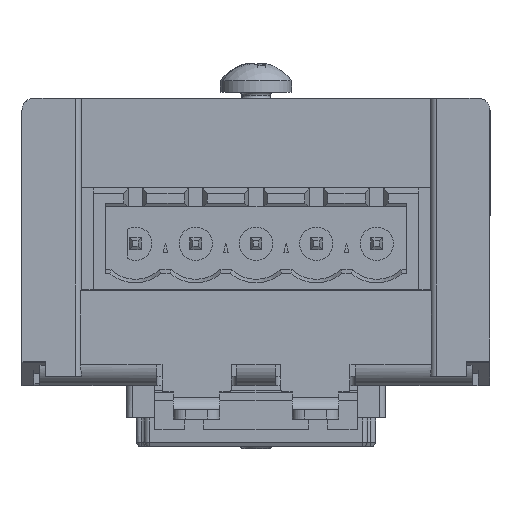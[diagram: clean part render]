
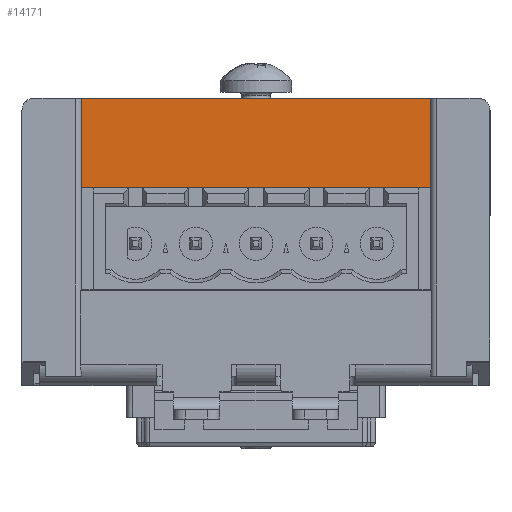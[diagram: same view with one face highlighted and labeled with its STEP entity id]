
A CAD part, front view. The second image highlights one B-rep face of the part: STEP entity #14171.
In plain terms, the highlighted planar face has unit normal (0, -1, 0).
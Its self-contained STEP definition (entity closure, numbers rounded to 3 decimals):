
#798 = VERTEX_POINT ( 'NONE', #25221 ) ;
#2268 = FACE_OUTER_BOUND ( 'NONE', #11211, .T. ) ;
#3502 = CARTESIAN_POINT ( 'NONE',  ( 14.7, -53.945, 11.14 ) ) ;
#4815 = CARTESIAN_POINT ( 'NONE',  ( 14.7, -53.945, 3.64 ) ) ;
#6394 = EDGE_CURVE ( 'NONE', #32793, #34734, #21754, .T. ) ;
#6675 = ORIENTED_EDGE ( 'NONE', *, *, #7900, .T. ) ;
#7007 = EDGE_CURVE ( 'NONE', #22044, #32793, #15764, .T. ) ;
#7356 = VECTOR ( 'NONE', #26068, 1000. ) ;
#7900 = EDGE_CURVE ( 'NONE', #798, #22044, #9217, .T. ) ;
#9217 = LINE ( 'NONE', #18266, #14220 ) ;
#10227 = AXIS2_PLACEMENT_3D ( 'NONE', #30561, #36480, #33344 ) ;
#11211 = EDGE_LOOP ( 'NONE', ( #33595, #27697, #27155, #6675 ) ) ;
#13005 = CARTESIAN_POINT ( 'NONE',  ( -14.7, -53.945, 11.14 ) ) ;
#14171 = ADVANCED_FACE ( 'NONE', ( #2268 ), #16146, .T. ) ;
#14220 = VECTOR ( 'NONE', #31768, 1000. ) ;
#15764 = LINE ( 'NONE', #23706, #32085 ) ;
#16146 = PLANE ( 'NONE',  #10227 ) ;
#17626 = CARTESIAN_POINT ( 'NONE',  ( 14.7, -53.945, 11.14 ) ) ;
#18266 = CARTESIAN_POINT ( 'NONE',  ( 13.7, -53.945, 3.64 ) ) ;
#18351 = DIRECTION ( 'NONE',  ( 0., 0., 1. ) ) ;
#19280 = LINE ( 'NONE', #34175, #30167 ) ;
#21754 = LINE ( 'NONE', #3502, #7356 ) ;
#22044 = VERTEX_POINT ( 'NONE', #4815 ) ;
#22233 = DIRECTION ( 'NONE',  ( 0., 0., -1. ) ) ;
#23706 = CARTESIAN_POINT ( 'NONE',  ( 14.7, -53.945, 3.64 ) ) ;
#25221 = CARTESIAN_POINT ( 'NONE',  ( -14.7, -53.945, 3.64 ) ) ;
#26068 = DIRECTION ( 'NONE',  ( -1., 0., 0. ) ) ;
#27155 = ORIENTED_EDGE ( 'NONE', *, *, #31885, .T. ) ;
#27697 = ORIENTED_EDGE ( 'NONE', *, *, #6394, .T. ) ;
#30167 = VECTOR ( 'NONE', #22233, 1000. ) ;
#30561 = CARTESIAN_POINT ( 'NONE',  ( 0., -53.945, 0. ) ) ;
#31768 = DIRECTION ( 'NONE',  ( 1., 0., 0. ) ) ;
#31885 = EDGE_CURVE ( 'NONE', #34734, #798, #19280, .T. ) ;
#32085 = VECTOR ( 'NONE', #18351, 1000. ) ;
#32793 = VERTEX_POINT ( 'NONE', #17626 ) ;
#33344 = DIRECTION ( 'NONE',  ( 0., 0., -1. ) ) ;
#33595 = ORIENTED_EDGE ( 'NONE', *, *, #7007, .T. ) ;
#34175 = CARTESIAN_POINT ( 'NONE',  ( -14.7, -53.945, 11.14 ) ) ;
#34734 = VERTEX_POINT ( 'NONE', #13005 ) ;
#36480 = DIRECTION ( 'NONE',  ( 0., -1., 0. ) ) ;
